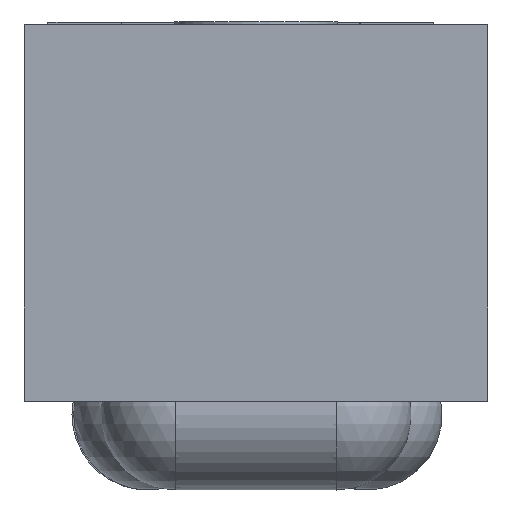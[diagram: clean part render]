
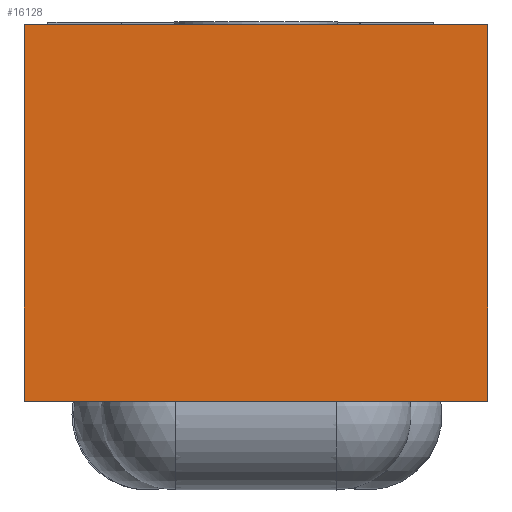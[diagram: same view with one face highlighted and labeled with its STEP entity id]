
A CAD part, left-side view. The second image highlights one B-rep face of the part: STEP entity #16128.
In plain terms, the highlighted planar face has unit normal (-1, 0, 0).
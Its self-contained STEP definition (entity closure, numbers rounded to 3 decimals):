
#16103 = VERTEX_POINT('',#16104);
#16104 = CARTESIAN_POINT('',(-1.025,-0.425,0.69));
#16110 = EDGE_CURVE('',#16111,#16103,#16113,.T.);
#16111 = VERTEX_POINT('',#16112);
#16112 = CARTESIAN_POINT('',(-1.025,-0.425,0.));
#16113 = LINE('',#16114,#16115);
#16114 = CARTESIAN_POINT('',(-1.025,-0.425,0.));
#16115 = VECTOR('',#16116,1.);
#16116 = DIRECTION('',(0.,0.,1.));
#16128 = ADVANCED_FACE('',(#16129),#16154,.T.);
#16129 = FACE_BOUND('',#16130,.T.);
#16130 = EDGE_LOOP('',(#16131,#16132,#16140,#16148));
#16131 = ORIENTED_EDGE('',*,*,#16110,.T.);
#16132 = ORIENTED_EDGE('',*,*,#16133,.T.);
#16133 = EDGE_CURVE('',#16103,#16134,#16136,.T.);
#16134 = VERTEX_POINT('',#16135);
#16135 = CARTESIAN_POINT('',(-1.025,0.425,0.69));
#16136 = LINE('',#16137,#16138);
#16137 = CARTESIAN_POINT('',(-1.025,-0.425,0.69));
#16138 = VECTOR('',#16139,1.);
#16139 = DIRECTION('',(0.,1.,0.));
#16140 = ORIENTED_EDGE('',*,*,#16141,.F.);
#16141 = EDGE_CURVE('',#16142,#16134,#16144,.T.);
#16142 = VERTEX_POINT('',#16143);
#16143 = CARTESIAN_POINT('',(-1.025,0.425,0.));
#16144 = LINE('',#16145,#16146);
#16145 = CARTESIAN_POINT('',(-1.025,0.425,0.));
#16146 = VECTOR('',#16147,1.);
#16147 = DIRECTION('',(0.,0.,1.));
#16148 = ORIENTED_EDGE('',*,*,#16149,.F.);
#16149 = EDGE_CURVE('',#16111,#16142,#16150,.T.);
#16150 = LINE('',#16151,#16152);
#16151 = CARTESIAN_POINT('',(-1.025,-0.425,0.));
#16152 = VECTOR('',#16153,1.);
#16153 = DIRECTION('',(0.,1.,0.));
#16154 = PLANE('',#16155);
#16155 = AXIS2_PLACEMENT_3D('',#16156,#16157,#16158);
#16156 = CARTESIAN_POINT('',(-1.025,-0.425,0.));
#16157 = DIRECTION('',(-1.,0.,0.));
#16158 = DIRECTION('',(0.,1.,0.));
